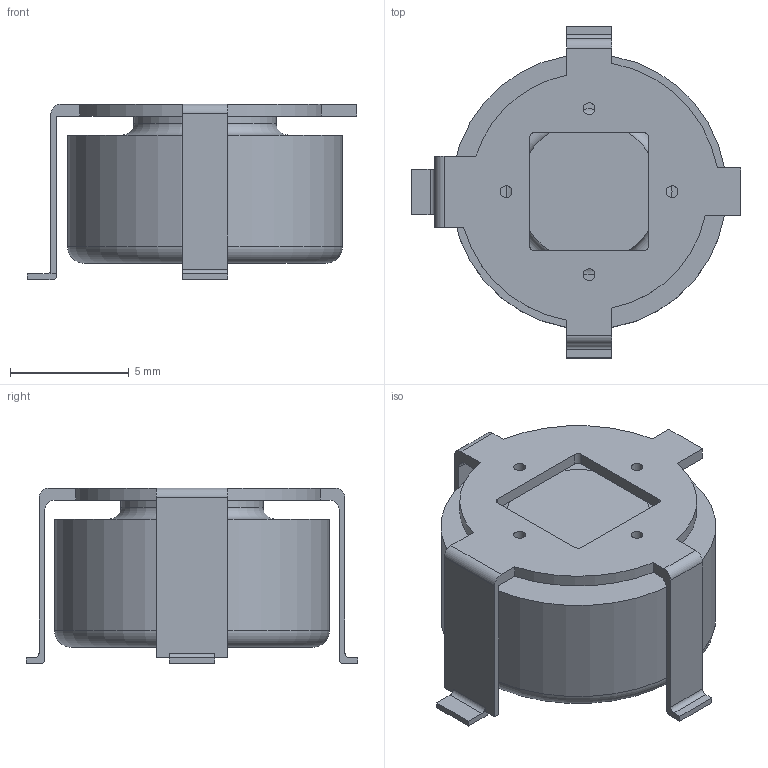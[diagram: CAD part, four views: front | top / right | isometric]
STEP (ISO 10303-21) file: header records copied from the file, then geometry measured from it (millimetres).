
FILE_DESCRIPTION(('FreeCAD Model'),'2;1');
FILE_NAME('Open CASCADE Shape Model','2023-06-02T12:51:02',('Author'),( ''),'Open CASCADE STEP processor 7.6','FreeCAD','Unknown');
FILE_SCHEMA(('AUTOMOTIVE_DESIGN { 1 0 10303 214 1 1 1 1 }'));
Length unit declared in the file: millimetre
Products named in the file (3): Part; Body; Cell
Assembly tree (2 placements, depth 2):
  Part
    Body
    Cell
Bounding box: 13.9 x 14 x 7.4 mm (x, y, z)
Volume: 639.2 mm3; surface area: 696.7 mm2
Topology: 2 solids, 2 shells, 64 faces, 175 edges, 116 vertices
Faces by surface type: plane 37, cylinder 25, torus 2
Full cylindrical faces by diameter (mm): 0.5 x4, 6 x1, 11.6 x1
Entity records: 4459 total; most frequent: CARTESIAN_POINT 828, DIRECTION 693, LINE 421, VECTOR 421, ORIENTED_EDGE 350, PCURVE 350, DEFINITIONAL_REPRESENTATION 350, EDGE_CURVE 175
